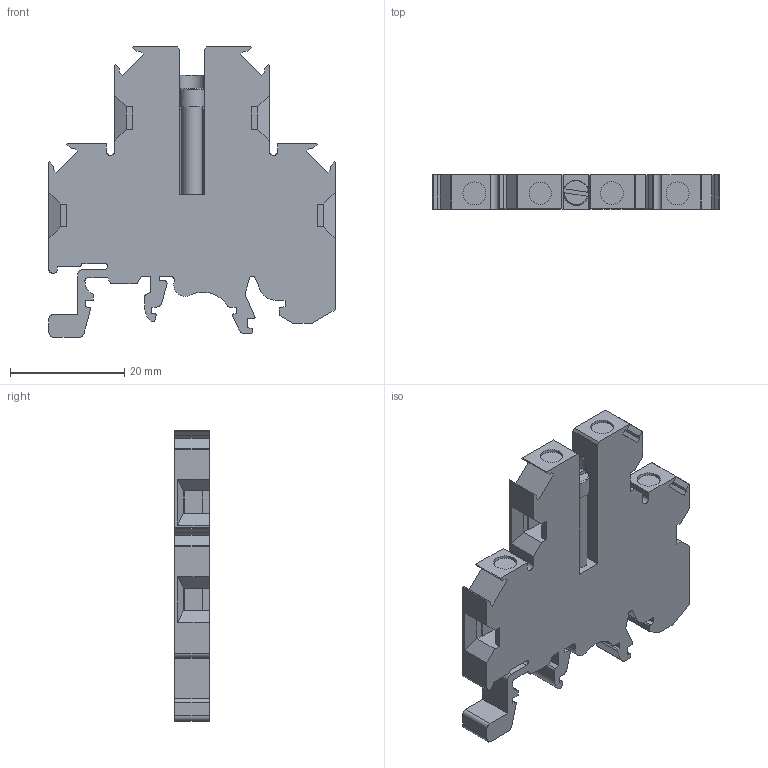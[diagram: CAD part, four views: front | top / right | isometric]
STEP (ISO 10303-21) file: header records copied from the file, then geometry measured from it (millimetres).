
FILE_DESCRIPTION(/* description */ ('Unknown'),/* implementation_level */ '2;1');
FILE_NAME(/* name */ 'KU2D4S_GY_3D',/* time_stamp */ '2019-10-06T12:10:38+06:00',/* author */ ('Unknown'),/* organization */ ('Unknown'),/* preprocessor_version */ 'ST-DEVELOPER v16.7',/* originating_system */ 'DEX',/* authorisation */ $);
FILE_SCHEMA (('AUTOMOTIVE_DESIGN {1 0 10303 214 3 1 1}'));
Length unit declared in the file: millimetre
Products named in the file (1): KU2D4S
Bounding box: 50 x 6 x 50.8 mm (x, y, z)
Volume: 9404.9 mm3; surface area: 6218.5 mm2
Topology: 1 solids, 2 shells, 223 faces, 639 edges, 424 vertices
Faces by surface type: plane 178, cylinder 42, cone 3
Full cylindrical faces by diameter (mm): 2.2 x1, 2.7 x1, 3.5 x1, 3.899 x1, 4 x3
Entity records: 8763 total; most frequent: CARTESIAN_POINT 1296, ORIENTED_EDGE 1258, DIRECTION 1169, EDGE_CURVE 629, LINE 525, VECTOR 525, VERTEX_POINT 421, AXIS2_PLACEMENT_3D 322
